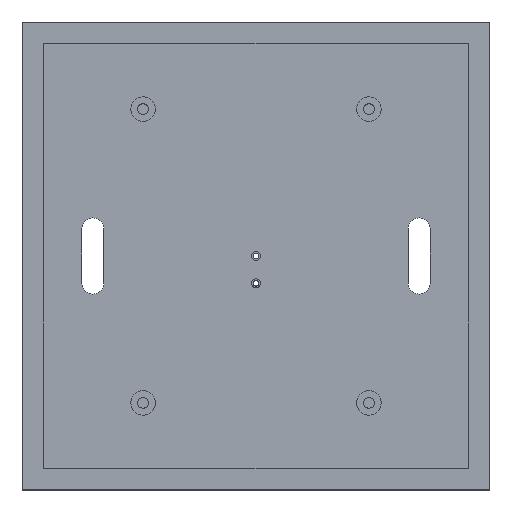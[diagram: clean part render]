
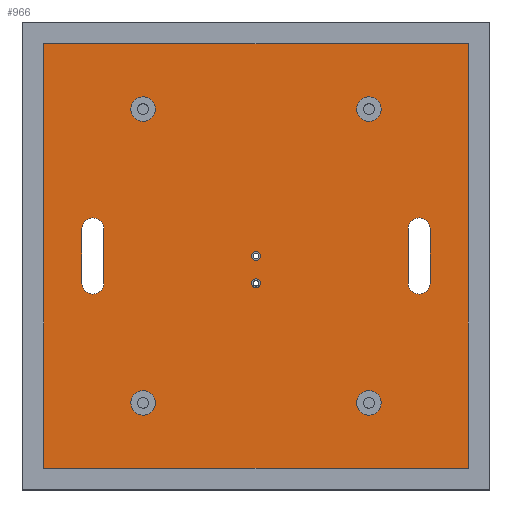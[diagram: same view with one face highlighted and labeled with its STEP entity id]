
A CAD part, top view. The second image highlights one B-rep face of the part: STEP entity #966.
In plain terms, the highlighted planar face has unit normal (0, 0, 1).
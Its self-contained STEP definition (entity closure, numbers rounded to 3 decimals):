
#23=FACE_BOUND('',#168,.T.);
#24=FACE_BOUND('',#169,.T.);
#25=FACE_BOUND('',#170,.T.);
#26=FACE_BOUND('',#171,.T.);
#27=FACE_BOUND('',#172,.T.);
#28=FACE_BOUND('',#173,.T.);
#29=FACE_BOUND('',#174,.T.);
#30=FACE_BOUND('',#175,.T.);
#53=PLANE('',#1063);
#98=FACE_OUTER_BOUND('',#167,.T.);
#167=EDGE_LOOP('',(#706,#707,#708,#709));
#168=EDGE_LOOP('',(#710));
#169=EDGE_LOOP('',(#711));
#170=EDGE_LOOP('',(#712));
#171=EDGE_LOOP('',(#713));
#172=EDGE_LOOP('',(#714));
#173=EDGE_LOOP('',(#715));
#174=EDGE_LOOP('',(#716,#717,#718,#719));
#175=EDGE_LOOP('',(#720,#721,#722,#723));
#246=LINE('',#1530,#323);
#247=LINE('',#1532,#324);
#248=LINE('',#1534,#325);
#249=LINE('',#1535,#326);
#250=LINE('',#1544,#327);
#251=LINE('',#1547,#328);
#252=LINE('',#1552,#329);
#253=LINE('',#1555,#330);
#323=VECTOR('',#1230,10.);
#324=VECTOR('',#1231,10.);
#325=VECTOR('',#1232,10.);
#326=VECTOR('',#1233,10.);
#327=VECTOR('',#1240,10.);
#328=VECTOR('',#1243,10.);
#329=VECTOR('',#1246,10.);
#330=VECTOR('',#1249,10.);
#392=CIRCLE('',#1030,2.25);
#395=CIRCLE('',#1035,2.25);
#398=CIRCLE('',#1040,2.25);
#401=CIRCLE('',#1045,2.25);
#409=CIRCLE('',#1064,0.825);
#410=CIRCLE('',#1065,0.825);
#411=CIRCLE('',#1066,2.);
#412=CIRCLE('',#1067,2.);
#413=CIRCLE('',#1068,2.);
#414=CIRCLE('',#1069,2.);
#442=VERTEX_POINT('',#1468);
#445=VERTEX_POINT('',#1477);
#448=VERTEX_POINT('',#1486);
#451=VERTEX_POINT('',#1495);
#459=VERTEX_POINT('',#1528);
#460=VERTEX_POINT('',#1529);
#461=VERTEX_POINT('',#1531);
#462=VERTEX_POINT('',#1533);
#463=VERTEX_POINT('',#1536);
#464=VERTEX_POINT('',#1538);
#465=VERTEX_POINT('',#1540);
#466=VERTEX_POINT('',#1541);
#467=VERTEX_POINT('',#1543);
#468=VERTEX_POINT('',#1545);
#469=VERTEX_POINT('',#1548);
#470=VERTEX_POINT('',#1549);
#471=VERTEX_POINT('',#1551);
#472=VERTEX_POINT('',#1553);
#529=EDGE_CURVE('',#442,#442,#392,.T.);
#533=EDGE_CURVE('',#445,#445,#395,.T.);
#537=EDGE_CURVE('',#448,#448,#398,.T.);
#541=EDGE_CURVE('',#451,#451,#401,.T.);
#554=EDGE_CURVE('',#459,#460,#246,.T.);
#555=EDGE_CURVE('',#461,#459,#247,.T.);
#556=EDGE_CURVE('',#462,#461,#248,.T.);
#557=EDGE_CURVE('',#460,#462,#249,.T.);
#558=EDGE_CURVE('',#463,#463,#409,.T.);
#559=EDGE_CURVE('',#464,#464,#410,.T.);
#560=EDGE_CURVE('',#465,#466,#411,.T.);
#561=EDGE_CURVE('',#466,#467,#250,.T.);
#562=EDGE_CURVE('',#467,#468,#412,.T.);
#563=EDGE_CURVE('',#468,#465,#251,.T.);
#564=EDGE_CURVE('',#469,#470,#413,.T.);
#565=EDGE_CURVE('',#470,#471,#252,.T.);
#566=EDGE_CURVE('',#471,#472,#414,.T.);
#567=EDGE_CURVE('',#472,#469,#253,.T.);
#706=ORIENTED_EDGE('',*,*,#554,.F.);
#707=ORIENTED_EDGE('',*,*,#555,.F.);
#708=ORIENTED_EDGE('',*,*,#556,.F.);
#709=ORIENTED_EDGE('',*,*,#557,.F.);
#710=ORIENTED_EDGE('',*,*,#529,.T.);
#711=ORIENTED_EDGE('',*,*,#533,.T.);
#712=ORIENTED_EDGE('',*,*,#537,.T.);
#713=ORIENTED_EDGE('',*,*,#541,.T.);
#714=ORIENTED_EDGE('',*,*,#558,.T.);
#715=ORIENTED_EDGE('',*,*,#559,.T.);
#716=ORIENTED_EDGE('',*,*,#560,.T.);
#717=ORIENTED_EDGE('',*,*,#561,.T.);
#718=ORIENTED_EDGE('',*,*,#562,.T.);
#719=ORIENTED_EDGE('',*,*,#563,.T.);
#720=ORIENTED_EDGE('',*,*,#564,.T.);
#721=ORIENTED_EDGE('',*,*,#565,.T.);
#722=ORIENTED_EDGE('',*,*,#566,.T.);
#723=ORIENTED_EDGE('',*,*,#567,.T.);
#966=ADVANCED_FACE('',(#98,#23,#24,#25,#26,#27,#28,#29,#30),#53,.T.);
#1030=AXIS2_PLACEMENT_3D('',#1470,#1154,#1155);
#1035=AXIS2_PLACEMENT_3D('',#1479,#1165,#1166);
#1040=AXIS2_PLACEMENT_3D('',#1488,#1176,#1177);
#1045=AXIS2_PLACEMENT_3D('',#1497,#1187,#1188);
#1063=AXIS2_PLACEMENT_3D('',#1527,#1228,#1229);
#1064=AXIS2_PLACEMENT_3D('',#1537,#1234,#1235);
#1065=AXIS2_PLACEMENT_3D('',#1539,#1236,#1237);
#1066=AXIS2_PLACEMENT_3D('',#1542,#1238,#1239);
#1067=AXIS2_PLACEMENT_3D('',#1546,#1241,#1242);
#1068=AXIS2_PLACEMENT_3D('',#1550,#1244,#1245);
#1069=AXIS2_PLACEMENT_3D('',#1554,#1247,#1248);
#1154=DIRECTION('center_axis',(0.,0.,-1.));
#1155=DIRECTION('ref_axis',(-1.,0.,0.));
#1165=DIRECTION('center_axis',(0.,0.,-1.));
#1166=DIRECTION('ref_axis',(-1.,0.,0.));
#1176=DIRECTION('center_axis',(0.,0.,-1.));
#1177=DIRECTION('ref_axis',(-1.,0.,0.));
#1187=DIRECTION('center_axis',(0.,0.,-1.));
#1188=DIRECTION('ref_axis',(-1.,0.,0.));
#1228=DIRECTION('center_axis',(0.,0.,1.));
#1229=DIRECTION('ref_axis',(1.,0.,0.));
#1230=DIRECTION('',(-1.,0.,0.));
#1231=DIRECTION('',(0.,-1.,0.));
#1232=DIRECTION('',(1.,0.,0.));
#1233=DIRECTION('',(0.,1.,0.));
#1234=DIRECTION('center_axis',(0.,0.,-1.));
#1235=DIRECTION('ref_axis',(1.,0.,0.));
#1236=DIRECTION('center_axis',(0.,0.,-1.));
#1237=DIRECTION('ref_axis',(1.,0.,0.));
#1238=DIRECTION('center_axis',(0.,0.,-1.));
#1239=DIRECTION('ref_axis',(1.,0.,0.));
#1240=DIRECTION('',(0.,-1.,0.));
#1241=DIRECTION('center_axis',(0.,0.,-1.));
#1242=DIRECTION('ref_axis',(-1.,0.,0.));
#1243=DIRECTION('',(0.,1.,0.));
#1244=DIRECTION('center_axis',(0.,0.,-1.));
#1245=DIRECTION('ref_axis',(1.,0.,0.));
#1246=DIRECTION('',(0.,-1.,0.));
#1247=DIRECTION('center_axis',(0.,0.,-1.));
#1248=DIRECTION('ref_axis',(-1.,0.,0.));
#1249=DIRECTION('',(0.,1.,0.));
#1468=CARTESIAN_POINT('',(23.,27.,15.));
#1470=CARTESIAN_POINT('Origin',(20.75,27.,15.));
#1477=CARTESIAN_POINT('',(23.,-27.,15.));
#1479=CARTESIAN_POINT('Origin',(20.75,-27.,15.));
#1486=CARTESIAN_POINT('',(-18.5,27.,15.));
#1488=CARTESIAN_POINT('Origin',(-20.75,27.,15.));
#1495=CARTESIAN_POINT('',(-18.5,-27.,15.));
#1497=CARTESIAN_POINT('Origin',(-20.75,-27.,15.));
#1527=CARTESIAN_POINT('Origin',(0.,0.,15.));
#1528=CARTESIAN_POINT('',(39.,-39.,15.));
#1529=CARTESIAN_POINT('',(-39.,-39.,15.));
#1530=CARTESIAN_POINT('',(19.5,-39.,15.));
#1531=CARTESIAN_POINT('',(39.,39.,15.));
#1532=CARTESIAN_POINT('',(39.,19.5,15.));
#1533=CARTESIAN_POINT('',(-39.,39.,15.));
#1534=CARTESIAN_POINT('',(-19.5,39.,15.));
#1535=CARTESIAN_POINT('',(-39.,-19.5,15.));
#1536=CARTESIAN_POINT('',(-0.825,0.,15.));
#1537=CARTESIAN_POINT('Origin',(0.,0.,15.));
#1538=CARTESIAN_POINT('',(-0.825,-5.,15.));
#1539=CARTESIAN_POINT('Origin',(0.,-5.,15.));
#1540=CARTESIAN_POINT('',(-32.,5.,15.));
#1541=CARTESIAN_POINT('',(-28.,5.,15.));
#1542=CARTESIAN_POINT('Origin',(-30.,5.,15.));
#1543=CARTESIAN_POINT('',(-28.,-5.,15.));
#1544=CARTESIAN_POINT('',(-28.,-5.,15.));
#1545=CARTESIAN_POINT('',(-32.,-5.,15.));
#1546=CARTESIAN_POINT('Origin',(-30.,-5.,15.));
#1547=CARTESIAN_POINT('',(-32.,5.,15.));
#1548=CARTESIAN_POINT('',(28.,5.,15.));
#1549=CARTESIAN_POINT('',(32.,5.,15.));
#1550=CARTESIAN_POINT('Origin',(30.,5.,15.));
#1551=CARTESIAN_POINT('',(32.,-5.,15.));
#1552=CARTESIAN_POINT('',(32.,-5.,15.));
#1553=CARTESIAN_POINT('',(28.,-5.,15.));
#1554=CARTESIAN_POINT('Origin',(30.,-5.,15.));
#1555=CARTESIAN_POINT('',(28.,5.,15.));
